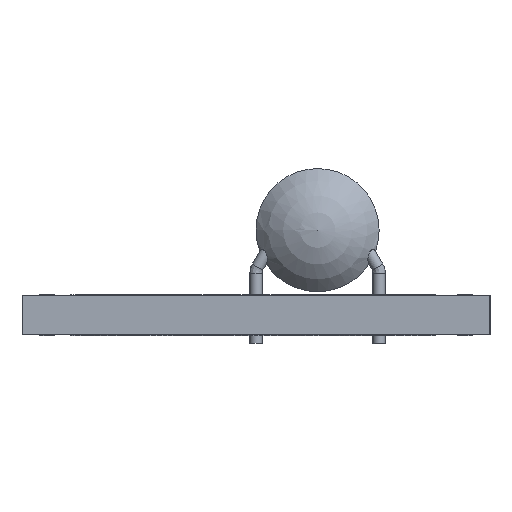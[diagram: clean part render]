
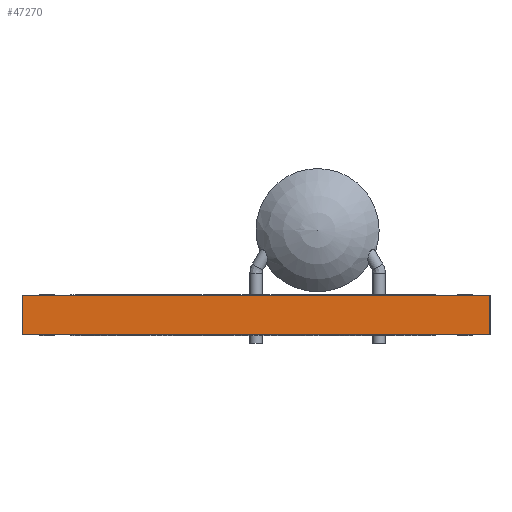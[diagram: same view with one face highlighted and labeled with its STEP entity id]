
A CAD part, left-side view. The second image highlights one B-rep face of the part: STEP entity #47270.
In plain terms, the highlighted planar face has unit normal (-1, 0, 0).
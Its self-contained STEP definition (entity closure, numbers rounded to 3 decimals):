
#47214 = VERTEX_POINT('',#47215);
#47215 = CARTESIAN_POINT('',(133.,-101.5,1.6));
#47221 = EDGE_CURVE('',#47222,#47214,#47224,.T.);
#47222 = VERTEX_POINT('',#47223);
#47223 = CARTESIAN_POINT('',(133.,-101.5,0.));
#47224 = LINE('',#47225,#47226);
#47225 = CARTESIAN_POINT('',(133.,-101.5,0.));
#47226 = VECTOR('',#47227,1.);
#47227 = DIRECTION('',(0.,0.,1.));
#47270 = ADVANCED_FACE('',(#47271),#47296,.T.);
#47271 = FACE_BOUND('',#47272,.T.);
#47272 = EDGE_LOOP('',(#47273,#47274,#47282,#47290));
#47273 = ORIENTED_EDGE('',*,*,#47221,.T.);
#47274 = ORIENTED_EDGE('',*,*,#47275,.T.);
#47275 = EDGE_CURVE('',#47214,#47276,#47278,.T.);
#47276 = VERTEX_POINT('',#47277);
#47277 = CARTESIAN_POINT('',(133.,-82.5,1.6));
#47278 = LINE('',#47279,#47280);
#47279 = CARTESIAN_POINT('',(133.,-101.5,1.6));
#47280 = VECTOR('',#47281,1.);
#47281 = DIRECTION('',(0.,1.,0.));
#47282 = ORIENTED_EDGE('',*,*,#47283,.F.);
#47283 = EDGE_CURVE('',#47284,#47276,#47286,.T.);
#47284 = VERTEX_POINT('',#47285);
#47285 = CARTESIAN_POINT('',(133.,-82.5,0.));
#47286 = LINE('',#47287,#47288);
#47287 = CARTESIAN_POINT('',(133.,-82.5,0.));
#47288 = VECTOR('',#47289,1.);
#47289 = DIRECTION('',(0.,0.,1.));
#47290 = ORIENTED_EDGE('',*,*,#47291,.F.);
#47291 = EDGE_CURVE('',#47222,#47284,#47292,.T.);
#47292 = LINE('',#47293,#47294);
#47293 = CARTESIAN_POINT('',(133.,-101.5,0.));
#47294 = VECTOR('',#47295,1.);
#47295 = DIRECTION('',(0.,1.,0.));
#47296 = PLANE('',#47297);
#47297 = AXIS2_PLACEMENT_3D('',#47298,#47299,#47300);
#47298 = CARTESIAN_POINT('',(133.,-101.5,0.));
#47299 = DIRECTION('',(-1.,0.,0.));
#47300 = DIRECTION('',(0.,1.,0.));
